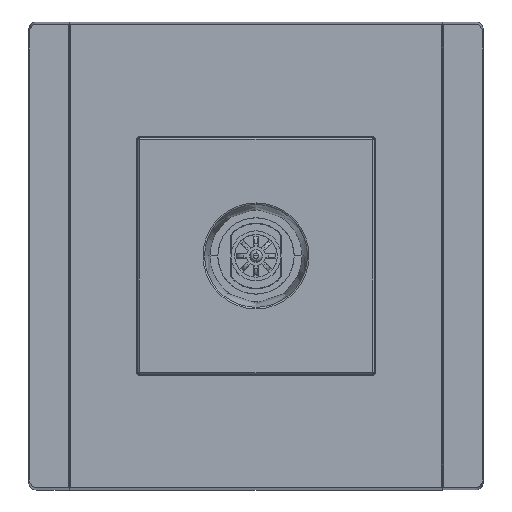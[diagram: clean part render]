
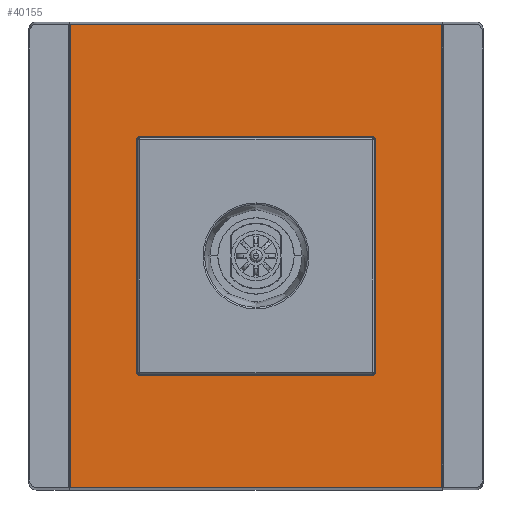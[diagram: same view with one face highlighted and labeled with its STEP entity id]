
A CAD part, top view. The second image highlights one B-rep face of the part: STEP entity #40155.
In plain terms, the highlighted planar face has unit normal (0, 0, 1).
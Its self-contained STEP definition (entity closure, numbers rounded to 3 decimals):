
#143 = CARTESIAN_POINT ( 'NONE',  ( 64.68, 144.091, 11.5 ) ) ;
#288 = VERTEX_POINT ( 'NONE', #10243 ) ;
#380 = ORIENTED_EDGE ( 'NONE', *, *, #35589, .T. ) ;
#629 =( BOUNDED_CURVE ( )  B_SPLINE_CURVE ( 3, ( #16274, #16510, #13010, #9057 ),
 .UNSPECIFIED., .F., .F. ) 
 B_SPLINE_CURVE_WITH_KNOTS ( ( 4, 4 ),
 ( 5.498, 7.068 ),
 .UNSPECIFIED. ) 
 CURVE ( )  GEOMETRIC_REPRESENTATION_ITEM ( )  RATIONAL_B_SPLINE_CURVE ( ( 1., 0.805, 0.805, 1. ) ) 
 REPRESENTATION_ITEM ( '' )  );
#935 = CARTESIAN_POINT ( 'NONE',  ( 122.178, 122.678, 11.5 ) ) ;
#1215 = LINE ( 'NONE', #36975, #34260 ) ;
#1461 = DIRECTION ( 'NONE',  ( -1., 0., 0. ) ) ;
#2467 = ORIENTED_EDGE ( 'NONE', *, *, #23938, .T. ) ;
#2735 = FACE_BOUND ( 'NONE', #25888, .T. ) ;
#3874 = EDGE_CURVE ( 'NONE', #32306, #12816, #37538, .T. ) ;
#4222 = CARTESIAN_POINT ( 'NONE',  ( 122.678, 77.822, 11.5 ) ) ;
#6990 = ORIENTED_EDGE ( 'NONE', *, *, #19543, .F. ) ;
#7743 = CARTESIAN_POINT ( 'NONE',  ( 122.471, 77.322, 11.5 ) ) ;
#7810 = EDGE_CURVE ( 'NONE', #25662, #288, #31594, .T. ) ;
#8792 = CARTESIAN_POINT ( 'NONE',  ( 77.322, 122.178, 11.5 ) ) ;
#8818 = DIRECTION ( 'NONE',  ( 0., 1., 0. ) ) ;
#9057 = CARTESIAN_POINT ( 'NONE',  ( 122.678, 122.178, 11.5 ) ) ;
#10243 = CARTESIAN_POINT ( 'NONE',  ( 77.822, 122.678, 11.5 ) ) ;
#11252 = CARTESIAN_POINT ( 'NONE',  ( 122.178, 77.322, 11.5 ) ) ;
#11363 = VERTEX_POINT ( 'NONE', #19131 ) ;
#12782 = DIRECTION ( 'NONE',  ( 0., -1., 0. ) ) ;
#12816 = VERTEX_POINT ( 'NONE', #42567 ) ;
#13010 = CARTESIAN_POINT ( 'NONE',  ( 122.678, 122.471, 11.5 ) ) ;
#13605 = DIRECTION ( 'NONE',  ( 0., 1., 0. ) ) ;
#14073 = CARTESIAN_POINT ( 'NONE',  ( 100., 122.678, 11.5 ) ) ;
#14241 = CARTESIAN_POINT ( 'NONE',  ( 77.822, 77.322, 11.5 ) ) ;
#14254 = ORIENTED_EDGE ( 'NONE', *, *, #21691, .F. ) ;
#15562 = CARTESIAN_POINT ( 'NONE',  ( 77.322, 122.471, 11.5 ) ) ;
#16274 = CARTESIAN_POINT ( 'NONE',  ( 122.178, 122.678, 11.5 ) ) ;
#16510 = CARTESIAN_POINT ( 'NONE',  ( 122.471, 122.678, 11.5 ) ) ;
#16846 =( BOUNDED_CURVE ( )  B_SPLINE_CURVE ( 3, ( #4222, #22202, #7743, #11252 ),
 .UNSPECIFIED., .F., .F. ) 
 B_SPLINE_CURVE_WITH_KNOTS ( ( 4, 4 ),
 ( 5.498, 7.068 ),
 .UNSPECIFIED. ) 
 CURVE ( )  GEOMETRIC_REPRESENTATION_ITEM ( )  RATIONAL_B_SPLINE_CURVE ( ( 1., 0.805, 0.805, 1. ) ) 
 REPRESENTATION_ITEM ( '' )  );
#17432 = EDGE_CURVE ( 'NONE', #11363, #32306, #1215, .T. ) ;
#17481 = VERTEX_POINT ( 'NONE', #28486 ) ;
#17485 = CARTESIAN_POINT ( 'NONE',  ( 77.322, 77.529, 11.5 ) ) ;
#18435 = LINE ( 'NONE', #25701, #34113 ) ;
#19131 = CARTESIAN_POINT ( 'NONE',  ( 135.32, 144.091, 11.5 ) ) ;
#19162 = EDGE_LOOP ( 'NONE', ( #43233, #38334, #2467, #43778 ) ) ;
#19543 = EDGE_CURVE ( 'NONE', #29295, #38874, #45681, .T. ) ;
#19594 = CARTESIAN_POINT ( 'NONE',  ( 100., 55.909, 11.5 ) ) ;
#19832 = DIRECTION ( 'NONE',  ( 1., 0., 0. ) ) ;
#20527 = ORIENTED_EDGE ( 'NONE', *, *, #23429, .F. ) ;
#20971 = DIRECTION ( 'NONE',  ( 1., 0., 0. ) ) ;
#21268 = ORIENTED_EDGE ( 'NONE', *, *, #45592, .T. ) ;
#21351 = CARTESIAN_POINT ( 'NONE',  ( 100., 77.322, 11.5 ) ) ;
#21691 = EDGE_CURVE ( 'NONE', #17481, #45779, #27861, .T. ) ;
#22106 = CARTESIAN_POINT ( 'NONE',  ( 77.822, 122.678, 11.5 ) ) ;
#22202 = CARTESIAN_POINT ( 'NONE',  ( 122.678, 77.529, 11.5 ) ) ;
#22760 = ORIENTED_EDGE ( 'NONE', *, *, #26812, .T. ) ;
#23038 = CARTESIAN_POINT ( 'NONE',  ( 77.529, 122.678, 11.5 ) ) ;
#23429 = EDGE_CURVE ( 'NONE', #36874, #26970, #18435, .T. ) ;
#23577 = EDGE_CURVE ( 'NONE', #12816, #31135, #33658, .T. ) ;
#23938 = EDGE_CURVE ( 'NONE', #31135, #11363, #30070, .T. ) ;
#24393 = DIRECTION ( 'NONE',  ( 1., 0., 0. ) ) ;
#24401 = ORIENTED_EDGE ( 'NONE', *, *, #27100, .T. ) ;
#24830 = CARTESIAN_POINT ( 'NONE',  ( 122.678, 100., 11.5 ) ) ;
#25015 = VECTOR ( 'NONE', #34864, 1000. ) ;
#25443 = ORIENTED_EDGE ( 'NONE', *, *, #7810, .F. ) ;
#25662 = VERTEX_POINT ( 'NONE', #935 ) ;
#25701 = CARTESIAN_POINT ( 'NONE',  ( 77.322, 100., 11.5 ) ) ;
#25888 = EDGE_LOOP ( 'NONE', ( #6990, #24401, #20527, #380, #25443, #21268, #14254, #22760 ) ) ;
#26448 = CARTESIAN_POINT ( 'NONE',  ( 122.678, 122.178, 11.5 ) ) ;
#26812 = EDGE_CURVE ( 'NONE', #17481, #38874, #16846, .T. ) ;
#26970 = VERTEX_POINT ( 'NONE', #37625 ) ;
#27100 = EDGE_CURVE ( 'NONE', #29295, #26970, #32993, .T. ) ;
#27861 = LINE ( 'NONE', #24830, #32432 ) ;
#28486 = CARTESIAN_POINT ( 'NONE',  ( 122.678, 77.822, 11.5 ) ) ;
#28489 = CARTESIAN_POINT ( 'NONE',  ( 77.529, 77.322, 11.5 ) ) ;
#29187 = CARTESIAN_POINT ( 'NONE',  ( 122.178, 77.322, 11.5 ) ) ;
#29295 = VERTEX_POINT ( 'NONE', #43981 ) ;
#30070 = LINE ( 'NONE', #44333, #45296 ) ;
#30413 = VECTOR ( 'NONE', #12782, 1000. ) ;
#31135 = VERTEX_POINT ( 'NONE', #35026 ) ;
#31594 = LINE ( 'NONE', #14073, #25015 ) ;
#31963 = PLANE ( 'NONE',  #37936 ) ;
#32306 = VERTEX_POINT ( 'NONE', #143 ) ;
#32432 = VECTOR ( 'NONE', #13605, 1000. ) ;
#32993 =( BOUNDED_CURVE ( )  B_SPLINE_CURVE ( 3, ( #14241, #28489, #17485, #39010 ),
 .UNSPECIFIED., .F., .F. ) 
 B_SPLINE_CURVE_WITH_KNOTS ( ( 4, 4 ),
 ( 5.498, 7.068 ),
 .UNSPECIFIED. ) 
 CURVE ( )  GEOMETRIC_REPRESENTATION_ITEM ( )  RATIONAL_B_SPLINE_CURVE ( ( 1., 0.805, 0.805, 1. ) ) 
 REPRESENTATION_ITEM ( '' )  );
#33658 = LINE ( 'NONE', #19594, #39295 ) ;
#34113 = VECTOR ( 'NONE', #39962, 1000. ) ;
#34260 = VECTOR ( 'NONE', #1461, 1000. ) ;
#34501 = CARTESIAN_POINT ( 'NONE',  ( 64.68, 100., 11.5 ) ) ;
#34503 = CARTESIAN_POINT ( 'NONE',  ( 77.322, 122.178, 11.5 ) ) ;
#34864 = DIRECTION ( 'NONE',  ( -1., 0., 0. ) ) ;
#35026 = CARTESIAN_POINT ( 'NONE',  ( 135.32, 55.909, 11.5 ) ) ;
#35589 = EDGE_CURVE ( 'NONE', #36874, #288, #44164, .T. ) ;
#36874 = VERTEX_POINT ( 'NONE', #34503 ) ;
#36975 = CARTESIAN_POINT ( 'NONE',  ( 100., 144.091, 11.5 ) ) ;
#37538 = LINE ( 'NONE', #34501, #30413 ) ;
#37625 = CARTESIAN_POINT ( 'NONE',  ( 77.322, 77.822, 11.5 ) ) ;
#37936 = AXIS2_PLACEMENT_3D ( 'NONE', #38976, #41784, #20971 ) ;
#38334 = ORIENTED_EDGE ( 'NONE', *, *, #23577, .T. ) ;
#38874 = VERTEX_POINT ( 'NONE', #29187 ) ;
#38976 = CARTESIAN_POINT ( 'NONE',  ( 100., 100., 11.5 ) ) ;
#39010 = CARTESIAN_POINT ( 'NONE',  ( 77.322, 77.822, 11.5 ) ) ;
#39295 = VECTOR ( 'NONE', #19832, 1000. ) ;
#39763 = VECTOR ( 'NONE', #24393, 1000. ) ;
#39962 = DIRECTION ( 'NONE',  ( 0., -1., 0. ) ) ;
#40155 = ADVANCED_FACE ( 'NONE', ( #42711, #2735 ), #31963, .T. ) ;
#41784 = DIRECTION ( 'NONE',  ( 0., 0., 1. ) ) ;
#42567 = CARTESIAN_POINT ( 'NONE',  ( 64.68, 55.909, 11.5 ) ) ;
#42711 = FACE_OUTER_BOUND ( 'NONE', #19162, .T. ) ;
#43233 = ORIENTED_EDGE ( 'NONE', *, *, #3874, .T. ) ;
#43778 = ORIENTED_EDGE ( 'NONE', *, *, #17432, .T. ) ;
#43981 = CARTESIAN_POINT ( 'NONE',  ( 77.822, 77.322, 11.5 ) ) ;
#44164 =( BOUNDED_CURVE ( )  B_SPLINE_CURVE ( 3, ( #8792, #15562, #23038, #22106 ),
 .UNSPECIFIED., .F., .F. ) 
 B_SPLINE_CURVE_WITH_KNOTS ( ( 4, 4 ),
 ( 5.498, 7.068 ),
 .UNSPECIFIED. ) 
 CURVE ( )  GEOMETRIC_REPRESENTATION_ITEM ( )  RATIONAL_B_SPLINE_CURVE ( ( 1., 0.805, 0.805, 1. ) ) 
 REPRESENTATION_ITEM ( '' )  );
#44333 = CARTESIAN_POINT ( 'NONE',  ( 135.32, 100., 11.5 ) ) ;
#45296 = VECTOR ( 'NONE', #8818, 1000. ) ;
#45592 = EDGE_CURVE ( 'NONE', #25662, #45779, #629, .T. ) ;
#45681 = LINE ( 'NONE', #21351, #39763 ) ;
#45779 = VERTEX_POINT ( 'NONE', #26448 ) ;
